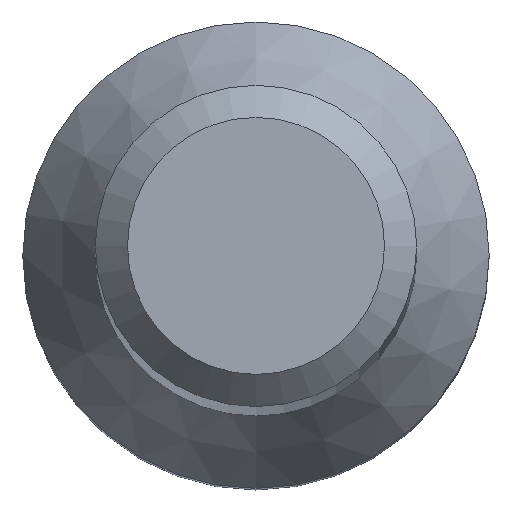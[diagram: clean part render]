
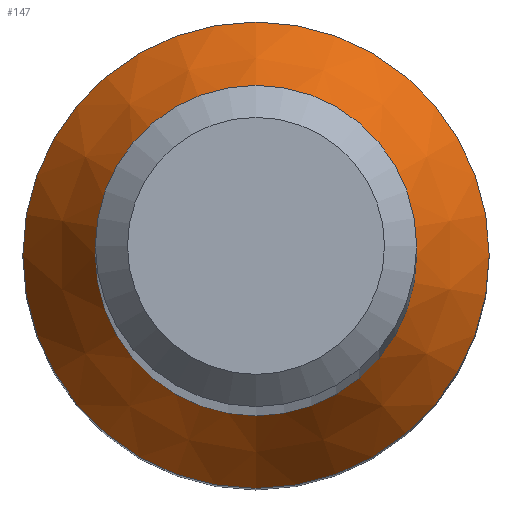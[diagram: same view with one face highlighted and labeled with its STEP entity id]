
A CAD part, top view. The second image highlights one B-rep face of the part: STEP entity #147.
In plain terms, the highlighted conical face has half-angle 30 degrees and reference radius 4.355 mm.
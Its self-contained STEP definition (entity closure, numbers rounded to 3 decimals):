
#7 = AXIS2_PLACEMENT_3D ( 'NONE', #91, #53, #226 ) ;
#10 = VERTEX_POINT ( 'NONE', #142 ) ;
#21 = DIRECTION ( 'NONE',  ( 0., 1., 0. ) ) ;
#24 = FACE_OUTER_BOUND ( 'NONE', #206, .T. ) ;
#28 = DIRECTION ( 'NONE',  ( 0., 0., -1. ) ) ;
#38 = CARTESIAN_POINT ( 'NONE',  ( 0., 0., 19.724 ) ) ;
#44 = VERTEX_POINT ( 'NONE', #180 ) ;
#53 = DIRECTION ( 'NONE',  ( 0., 0., -1. ) ) ;
#66 = EDGE_CURVE ( 'NONE', #44, #44, #108, .T. ) ;
#73 = CARTESIAN_POINT ( 'NONE',  ( 0., 0., 17.377 ) ) ;
#74 = FACE_BOUND ( 'NONE', #154, .T. ) ;
#89 = DIRECTION ( 'NONE',  ( 0., 1., 0. ) ) ;
#91 = CARTESIAN_POINT ( 'NONE',  ( 0., 0., 17.377 ) ) ;
#96 = AXIS2_PLACEMENT_3D ( 'NONE', #38, #174, #89 ) ;
#101 = ORIENTED_EDGE ( 'NONE', *, *, #66, .F. ) ;
#104 = CONICAL_SURFACE ( 'NONE', #203, 4.355, 0.524 ) ;
#108 = CIRCLE ( 'NONE', #7, 4.355 ) ;
#142 = CARTESIAN_POINT ( 'NONE',  ( 0., 3., 19.724 ) ) ;
#147 = ADVANCED_FACE ( 'NONE', ( #74, #24 ), #104, .T. ) ;
#153 = EDGE_CURVE ( 'NONE', #10, #10, #205, .T. ) ;
#154 = EDGE_LOOP ( 'NONE', ( #161 ) ) ;
#161 = ORIENTED_EDGE ( 'NONE', *, *, #153, .T. ) ;
#174 = DIRECTION ( 'NONE',  ( 0., 0., -1. ) ) ;
#180 = CARTESIAN_POINT ( 'NONE',  ( 0., 4.355, 17.377 ) ) ;
#203 = AXIS2_PLACEMENT_3D ( 'NONE', #73, #28, #21 ) ;
#205 = CIRCLE ( 'NONE', #96, 3. ) ;
#206 = EDGE_LOOP ( 'NONE', ( #101 ) ) ;
#226 = DIRECTION ( 'NONE',  ( 0., 1., 0. ) ) ;
